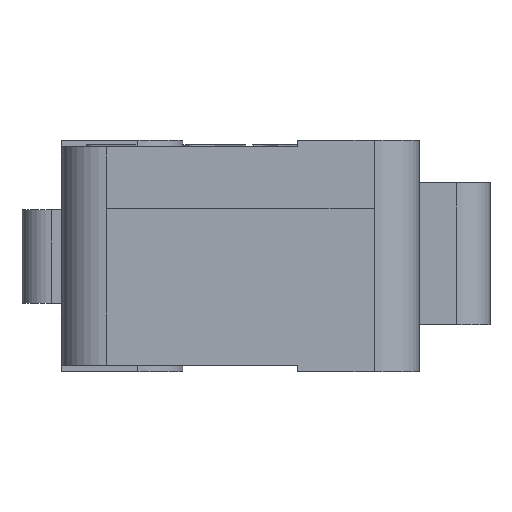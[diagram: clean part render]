
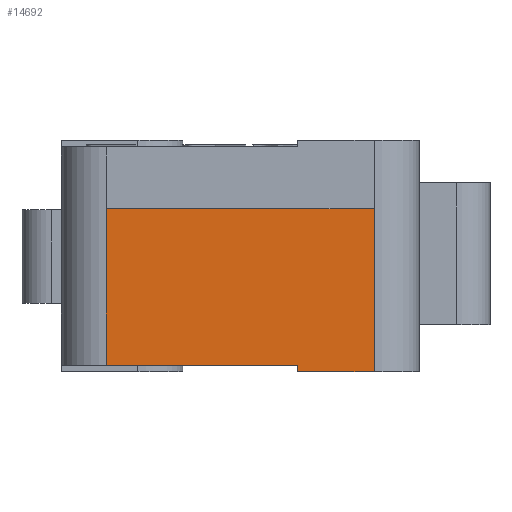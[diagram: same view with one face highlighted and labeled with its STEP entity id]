
A CAD part, left-side view. The second image highlights one B-rep face of the part: STEP entity #14692.
In plain terms, the highlighted planar face has unit normal (-1, 0, 0).
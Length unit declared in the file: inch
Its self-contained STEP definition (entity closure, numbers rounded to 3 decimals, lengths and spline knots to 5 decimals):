
#1504=FACE_OUTER_BOUND('',#2335,.T.);
#2335=EDGE_LOOP('',(#13394,#13395,#13396,#13397,#13398,#13399));
#3548=LINE('',#22810,#5160);
#3551=LINE('',#22816,#5163);
#3557=LINE('',#22829,#5169);
#4030=LINE('',#25291,#5642);
#4033=LINE('',#25295,#5645);
#4035=LINE('',#25299,#5647);
#5160=VECTOR('',#17215,0.27362);
#5163=VECTOR('',#17222,0.4685);
#5169=VECTOR('',#17232,0.28543);
#5642=VECTOR('',#18251,0.01181);
#5645=VECTOR('',#18256,0.33465);
#5647=VECTOR('',#18262,0.13386);
#6759=VERTEX_POINT('',#22802);
#6762=VERTEX_POINT('',#22808);
#6763=VERTEX_POINT('',#22815);
#6768=VERTEX_POINT('',#22828);
#7058=VERTEX_POINT('',#25287);
#7059=VERTEX_POINT('',#25289);
#8535=EDGE_CURVE('',#6762,#6759,#3548,.T.);
#8538=EDGE_CURVE('',#6763,#6759,#3551,.T.);
#8545=EDGE_CURVE('',#6768,#6763,#3557,.T.);
#9162=EDGE_CURVE('',#7058,#7059,#4030,.T.);
#9165=EDGE_CURVE('',#6762,#7058,#4033,.T.);
#9167=EDGE_CURVE('',#6768,#7059,#4035,.T.);
#13394=ORIENTED_EDGE('',*,*,#8538,.T.);
#13395=ORIENTED_EDGE('',*,*,#8535,.F.);
#13396=ORIENTED_EDGE('',*,*,#9165,.T.);
#13397=ORIENTED_EDGE('',*,*,#9162,.T.);
#13398=ORIENTED_EDGE('',*,*,#9167,.F.);
#13399=ORIENTED_EDGE('',*,*,#8545,.T.);
#13925=PLANE('',#15371);
#14692=ADVANCED_FACE('',(#1504),#13925,.T.);
#15371=AXIS2_PLACEMENT_3D('',#25328,#18299,#18300);
#17215=DIRECTION('',(0.,0.,1.));
#17222=DIRECTION('',(0.,1.,0.));
#17232=DIRECTION('',(0.,0.,1.));
#18251=DIRECTION('',(0.,0.,-1.));
#18256=DIRECTION('',(0.,-1.,0.));
#18262=DIRECTION('',(0.,1.,0.));
#18299=DIRECTION('center_axis',(-1.,0.,0.));
#18300=DIRECTION('ref_axis',(0.,0.,1.));
#22802=CARTESIAN_POINT('',(-1.1378,0.25295,0.28543));
#22808=CARTESIAN_POINT('',(-1.1378,0.25295,0.01181));
#22810=CARTESIAN_POINT('',(-1.1378,0.25295,0.01181));
#22815=CARTESIAN_POINT('',(-1.1378,-0.21555,0.28543));
#22816=CARTESIAN_POINT('',(-1.1378,-0.21555,0.28543));
#22828=CARTESIAN_POINT('',(-1.1378,-0.21555,0.));
#22829=CARTESIAN_POINT('',(-1.1378,-0.21555,0.));
#25287=CARTESIAN_POINT('',(-1.1378,-0.08169,0.01181));
#25289=CARTESIAN_POINT('',(-1.1378,-0.08169,0.));
#25291=CARTESIAN_POINT('',(-1.1378,-0.08169,0.01181));
#25295=CARTESIAN_POINT('',(-1.1378,0.25295,0.01181));
#25299=CARTESIAN_POINT('',(-1.1378,-0.21555,0.));
#25328=CARTESIAN_POINT('Origin',(-1.1378,-0.23898,-0.01427));
